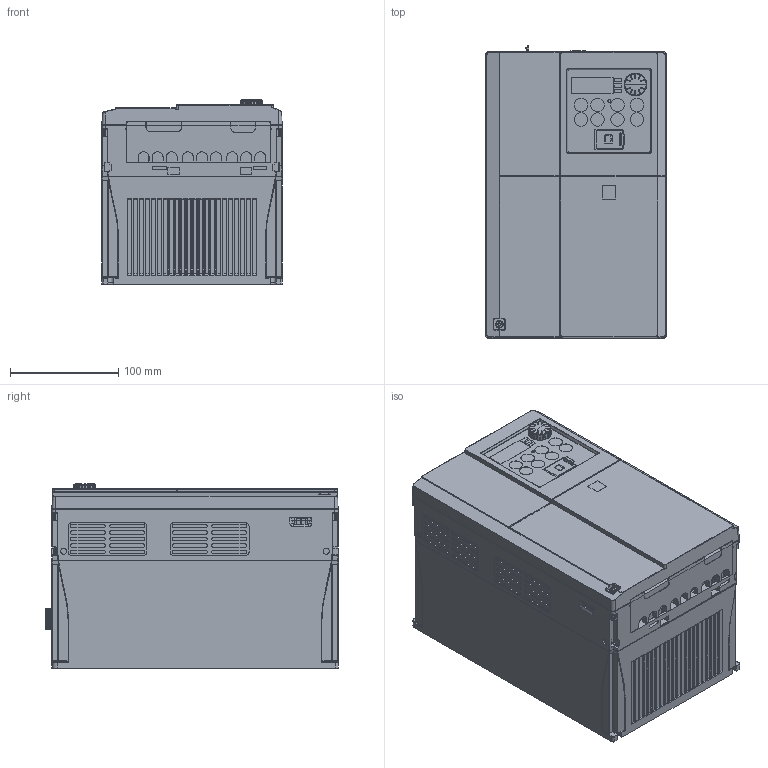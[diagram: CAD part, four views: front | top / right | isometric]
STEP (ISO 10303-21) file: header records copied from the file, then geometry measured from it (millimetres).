
FILE_DESCRIPTION (( 'STEP AP214' ), '1' );
FILE_NAME ('FC-431-B_1.STEP', '2025-04-08T10:54:58', ( '' ), ( '' ), 'SwSTEP 2.0', 'SolidWorks 2023', '' );
FILE_SCHEMA (( 'AUTOMOTIVE_DESIGN' ));
Length unit declared in the file: millimetre
Products named in the file (1): FC-431-B_1
Bounding box: 167 x 270.5 x 170.71 mm (x, y, z)
Volume: 6802256.5 mm3; surface area: 461066.6 mm2
Topology: 1 solids, 19 shells, 3646 faces, 9754 edges, 6277 vertices
Faces by surface type: plane 1899, cylinder 913, bspline 402, cone 166, torus 134, sphere 132
Entity records: 138138 total; most frequent: CARTESIAN_POINT 49849, ORIENTED_EDGE 19462, DIRECTION 16868, EDGE_CURVE 9731, VERTEX_POINT 6275, VECTOR 5908, LINE 5908, AXIS2_PLACEMENT_3D 5480
